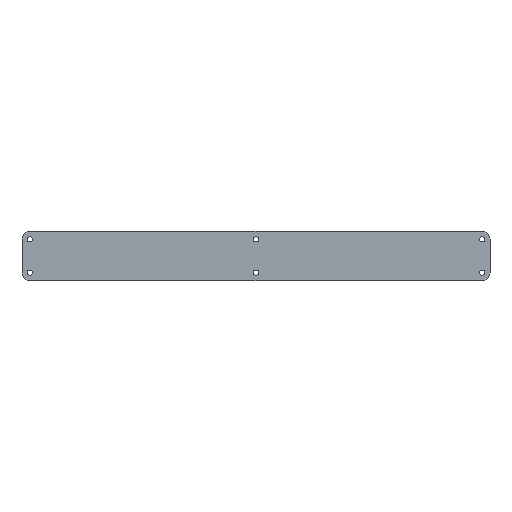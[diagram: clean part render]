
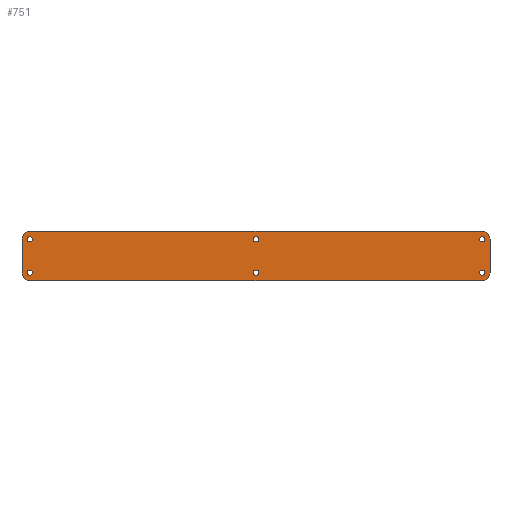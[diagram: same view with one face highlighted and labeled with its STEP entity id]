
A CAD part, top view. The second image highlights one B-rep face of the part: STEP entity #751.
In plain terms, the highlighted planar face has unit normal (0, 0, 1).
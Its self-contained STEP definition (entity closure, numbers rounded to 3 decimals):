
#63=CARTESIAN_POINT('Vertex',(7.815,-4.53,6.)) ;
#77=CARTESIAN_POINT('Vertex',(2.815,-9.53,6.)) ;
#80=CARTESIAN_POINT('Axis2P3D Location',(7.815,-9.53,6.)) ;
#108=CARTESIAN_POINT('Vertex',(2.815,-30.47,6.)) ;
#111=CARTESIAN_POINT('Line Origine',(2.815,-20.,6.)) ;
#139=CARTESIAN_POINT('Vertex',(7.815,-35.47,6.)) ;
#142=CARTESIAN_POINT('Axis2P3D Location',(7.815,-30.47,6.)) ;
#159=CARTESIAN_POINT('Line Origine',(150.,-35.47,6.)) ;
#163=CARTESIAN_POINT('Vertex',(292.185,-35.47,6.)) ;
#201=CARTESIAN_POINT('Vertex',(297.185,-30.47,6.)) ;
#204=CARTESIAN_POINT('Axis2P3D Location',(292.185,-30.47,6.)) ;
#232=CARTESIAN_POINT('Vertex',(297.185,-9.53,6.)) ;
#235=CARTESIAN_POINT('Line Origine',(297.185,-20.,6.)) ;
#263=CARTESIAN_POINT('Vertex',(292.185,-4.53,6.)) ;
#266=CARTESIAN_POINT('Axis2P3D Location',(292.185,-9.53,6.)) ;
#283=CARTESIAN_POINT('Line Origine',(150.,-4.53,6.)) ;
#305=CARTESIAN_POINT('Axis2P3D Location',(7.815,-9.53,6.)) ;
#309=CARTESIAN_POINT('Vertex',(6.165,-9.53,6.)) ;
#311=CARTESIAN_POINT('Vertex',(9.465,-9.53,6.)) ;
#345=CARTESIAN_POINT('Axis2P3D Location',(7.815,-9.53,6.)) ;
#367=CARTESIAN_POINT('Axis2P3D Location',(7.815,-30.47,6.)) ;
#371=CARTESIAN_POINT('Vertex',(6.165,-30.47,6.)) ;
#373=CARTESIAN_POINT('Vertex',(9.465,-30.47,6.)) ;
#407=CARTESIAN_POINT('Axis2P3D Location',(7.815,-30.47,6.)) ;
#429=CARTESIAN_POINT('Axis2P3D Location',(292.185,-9.53,6.)) ;
#433=CARTESIAN_POINT('Vertex',(293.835,-9.53,6.)) ;
#435=CARTESIAN_POINT('Vertex',(290.535,-9.53,6.)) ;
#469=CARTESIAN_POINT('Axis2P3D Location',(292.185,-9.53,6.)) ;
#491=CARTESIAN_POINT('Axis2P3D Location',(292.185,-30.47,6.)) ;
#495=CARTESIAN_POINT('Vertex',(293.835,-30.47,6.)) ;
#497=CARTESIAN_POINT('Vertex',(290.535,-30.47,6.)) ;
#531=CARTESIAN_POINT('Axis2P3D Location',(292.185,-30.47,6.)) ;
#553=CARTESIAN_POINT('Axis2P3D Location',(150.,-9.53,6.)) ;
#557=CARTESIAN_POINT('Vertex',(151.65,-9.53,6.)) ;
#559=CARTESIAN_POINT('Vertex',(148.35,-9.53,6.)) ;
#593=CARTESIAN_POINT('Axis2P3D Location',(150.,-9.53,6.)) ;
#615=CARTESIAN_POINT('Axis2P3D Location',(150.,-30.47,6.)) ;
#619=CARTESIAN_POINT('Vertex',(151.65,-30.47,6.)) ;
#621=CARTESIAN_POINT('Vertex',(148.35,-30.47,6.)) ;
#655=CARTESIAN_POINT('Axis2P3D Location',(150.,-30.47,6.)) ;
#712=CARTESIAN_POINT('Axis2P3D Location',(9.465,-9.53,6.)) ;
#81=DIRECTION('Axis2P3D Direction',(0.,0.,1.)) ;
#112=DIRECTION('Vector Direction',(0.,-1.,0.)) ;
#143=DIRECTION('Axis2P3D Direction',(0.,0.,1.)) ;
#160=DIRECTION('Vector Direction',(-1.,0.,0.)) ;
#205=DIRECTION('Axis2P3D Direction',(0.,0.,1.)) ;
#236=DIRECTION('Vector Direction',(0.,1.,0.)) ;
#267=DIRECTION('Axis2P3D Direction',(0.,0.,1.)) ;
#284=DIRECTION('Vector Direction',(1.,0.,0.)) ;
#306=DIRECTION('Axis2P3D Direction',(0.,0.,1.)) ;
#346=DIRECTION('Axis2P3D Direction',(0.,0.,1.)) ;
#368=DIRECTION('Axis2P3D Direction',(0.,0.,1.)) ;
#408=DIRECTION('Axis2P3D Direction',(0.,0.,1.)) ;
#430=DIRECTION('Axis2P3D Direction',(0.,0.,1.)) ;
#470=DIRECTION('Axis2P3D Direction',(0.,0.,1.)) ;
#492=DIRECTION('Axis2P3D Direction',(0.,0.,1.)) ;
#532=DIRECTION('Axis2P3D Direction',(0.,0.,1.)) ;
#554=DIRECTION('Axis2P3D Direction',(0.,0.,1.)) ;
#594=DIRECTION('Axis2P3D Direction',(0.,0.,1.)) ;
#616=DIRECTION('Axis2P3D Direction',(0.,0.,1.)) ;
#656=DIRECTION('Axis2P3D Direction',(0.,0.,1.)) ;
#713=DIRECTION('Axis2P3D Direction',(0.,0.,1.)) ;
#714=DIRECTION('Axis2P3D XDirection',(1.,0.,0.)) ;
#82=AXIS2_PLACEMENT_3D('Circle Axis2P3D',#80,#81,$) ;
#144=AXIS2_PLACEMENT_3D('Circle Axis2P3D',#142,#143,$) ;
#206=AXIS2_PLACEMENT_3D('Circle Axis2P3D',#204,#205,$) ;
#268=AXIS2_PLACEMENT_3D('Circle Axis2P3D',#266,#267,$) ;
#307=AXIS2_PLACEMENT_3D('Circle Axis2P3D',#305,#306,$) ;
#347=AXIS2_PLACEMENT_3D('Circle Axis2P3D',#345,#346,$) ;
#369=AXIS2_PLACEMENT_3D('Circle Axis2P3D',#367,#368,$) ;
#409=AXIS2_PLACEMENT_3D('Circle Axis2P3D',#407,#408,$) ;
#431=AXIS2_PLACEMENT_3D('Circle Axis2P3D',#429,#430,$) ;
#471=AXIS2_PLACEMENT_3D('Circle Axis2P3D',#469,#470,$) ;
#493=AXIS2_PLACEMENT_3D('Circle Axis2P3D',#491,#492,$) ;
#533=AXIS2_PLACEMENT_3D('Circle Axis2P3D',#531,#532,$) ;
#555=AXIS2_PLACEMENT_3D('Circle Axis2P3D',#553,#554,$) ;
#595=AXIS2_PLACEMENT_3D('Circle Axis2P3D',#593,#594,$) ;
#617=AXIS2_PLACEMENT_3D('Circle Axis2P3D',#615,#616,$) ;
#657=AXIS2_PLACEMENT_3D('Circle Axis2P3D',#655,#656,$) ;
#715=AXIS2_PLACEMENT_3D('Plane Axis2P3D',#712,#713,#714) ;
#718=ORIENTED_EDGE('',*,*,#84,.T.) ;
#719=ORIENTED_EDGE('',*,*,#115,.T.) ;
#720=ORIENTED_EDGE('',*,*,#146,.T.) ;
#721=ORIENTED_EDGE('',*,*,#165,.F.) ;
#722=ORIENTED_EDGE('',*,*,#208,.T.) ;
#723=ORIENTED_EDGE('',*,*,#239,.T.) ;
#724=ORIENTED_EDGE('',*,*,#270,.T.) ;
#725=ORIENTED_EDGE('',*,*,#287,.F.) ;
#728=ORIENTED_EDGE('',*,*,#313,.F.) ;
#729=ORIENTED_EDGE('',*,*,#349,.F.) ;
#732=ORIENTED_EDGE('',*,*,#375,.F.) ;
#733=ORIENTED_EDGE('',*,*,#411,.F.) ;
#736=ORIENTED_EDGE('',*,*,#437,.F.) ;
#737=ORIENTED_EDGE('',*,*,#473,.F.) ;
#740=ORIENTED_EDGE('',*,*,#499,.F.) ;
#741=ORIENTED_EDGE('',*,*,#535,.F.) ;
#744=ORIENTED_EDGE('',*,*,#561,.F.) ;
#745=ORIENTED_EDGE('',*,*,#597,.F.) ;
#748=ORIENTED_EDGE('',*,*,#623,.F.) ;
#749=ORIENTED_EDGE('',*,*,#659,.F.) ;
#730=FACE_BOUND('',#727,.T.) ;
#734=FACE_BOUND('',#731,.T.) ;
#738=FACE_BOUND('',#735,.T.) ;
#742=FACE_BOUND('',#739,.T.) ;
#746=FACE_BOUND('',#743,.T.) ;
#750=FACE_BOUND('',#747,.T.) ;
#113=VECTOR('Line Direction',#112,1.) ;
#161=VECTOR('Line Direction',#160,1.) ;
#237=VECTOR('Line Direction',#236,1.) ;
#285=VECTOR('Line Direction',#284,1.) ;
#751=ADVANCED_FACE('Plexy_Top',(#726,#730,#734,#738,#742,#746,#750),#716,.T.) ;
#83=CIRCLE('generated circle',#82,5.) ;
#145=CIRCLE('generated circle',#144,5.) ;
#207=CIRCLE('generated circle',#206,5.) ;
#269=CIRCLE('generated circle',#268,5.) ;
#308=CIRCLE('generated circle',#307,1.65) ;
#348=CIRCLE('generated circle',#347,1.65) ;
#370=CIRCLE('generated circle',#369,1.65) ;
#410=CIRCLE('generated circle',#409,1.65) ;
#432=CIRCLE('generated circle',#431,1.65) ;
#472=CIRCLE('generated circle',#471,1.65) ;
#494=CIRCLE('generated circle',#493,1.65) ;
#534=CIRCLE('generated circle',#533,1.65) ;
#556=CIRCLE('generated circle',#555,1.65) ;
#596=CIRCLE('generated circle',#595,1.65) ;
#618=CIRCLE('generated circle',#617,1.65) ;
#658=CIRCLE('generated circle',#657,1.65) ;
#84=EDGE_CURVE('',#64,#78,#83,.T.) ;
#115=EDGE_CURVE('',#78,#109,#114,.T.) ;
#146=EDGE_CURVE('',#109,#140,#145,.T.) ;
#165=EDGE_CURVE('',#164,#140,#162,.T.) ;
#208=EDGE_CURVE('',#164,#202,#207,.T.) ;
#239=EDGE_CURVE('',#202,#233,#238,.T.) ;
#270=EDGE_CURVE('',#233,#264,#269,.T.) ;
#287=EDGE_CURVE('',#64,#264,#286,.T.) ;
#313=EDGE_CURVE('',#310,#312,#308,.T.) ;
#349=EDGE_CURVE('',#312,#310,#348,.T.) ;
#375=EDGE_CURVE('',#372,#374,#370,.T.) ;
#411=EDGE_CURVE('',#374,#372,#410,.T.) ;
#437=EDGE_CURVE('',#434,#436,#432,.T.) ;
#473=EDGE_CURVE('',#436,#434,#472,.T.) ;
#499=EDGE_CURVE('',#496,#498,#494,.T.) ;
#535=EDGE_CURVE('',#498,#496,#534,.T.) ;
#561=EDGE_CURVE('',#558,#560,#556,.T.) ;
#597=EDGE_CURVE('',#560,#558,#596,.T.) ;
#623=EDGE_CURVE('',#620,#622,#618,.T.) ;
#659=EDGE_CURVE('',#622,#620,#658,.T.) ;
#717=EDGE_LOOP('',(#718,#719,#720,#721,#722,#723,#724,#725)) ;
#727=EDGE_LOOP('',(#728,#729)) ;
#731=EDGE_LOOP('',(#732,#733)) ;
#735=EDGE_LOOP('',(#736,#737)) ;
#739=EDGE_LOOP('',(#740,#741)) ;
#743=EDGE_LOOP('',(#744,#745)) ;
#747=EDGE_LOOP('',(#748,#749)) ;
#726=FACE_OUTER_BOUND('',#717,.T.) ;
#114=LINE('Line',#111,#113) ;
#162=LINE('Line',#159,#161) ;
#238=LINE('Line',#235,#237) ;
#286=LINE('Line',#283,#285) ;
#716=PLANE('',#715) ;
#64=VERTEX_POINT('',#63) ;
#78=VERTEX_POINT('',#77) ;
#109=VERTEX_POINT('',#108) ;
#140=VERTEX_POINT('',#139) ;
#164=VERTEX_POINT('',#163) ;
#202=VERTEX_POINT('',#201) ;
#233=VERTEX_POINT('',#232) ;
#264=VERTEX_POINT('',#263) ;
#310=VERTEX_POINT('',#309) ;
#312=VERTEX_POINT('',#311) ;
#372=VERTEX_POINT('',#371) ;
#374=VERTEX_POINT('',#373) ;
#434=VERTEX_POINT('',#433) ;
#436=VERTEX_POINT('',#435) ;
#496=VERTEX_POINT('',#495) ;
#498=VERTEX_POINT('',#497) ;
#558=VERTEX_POINT('',#557) ;
#560=VERTEX_POINT('',#559) ;
#620=VERTEX_POINT('',#619) ;
#622=VERTEX_POINT('',#621) ;
